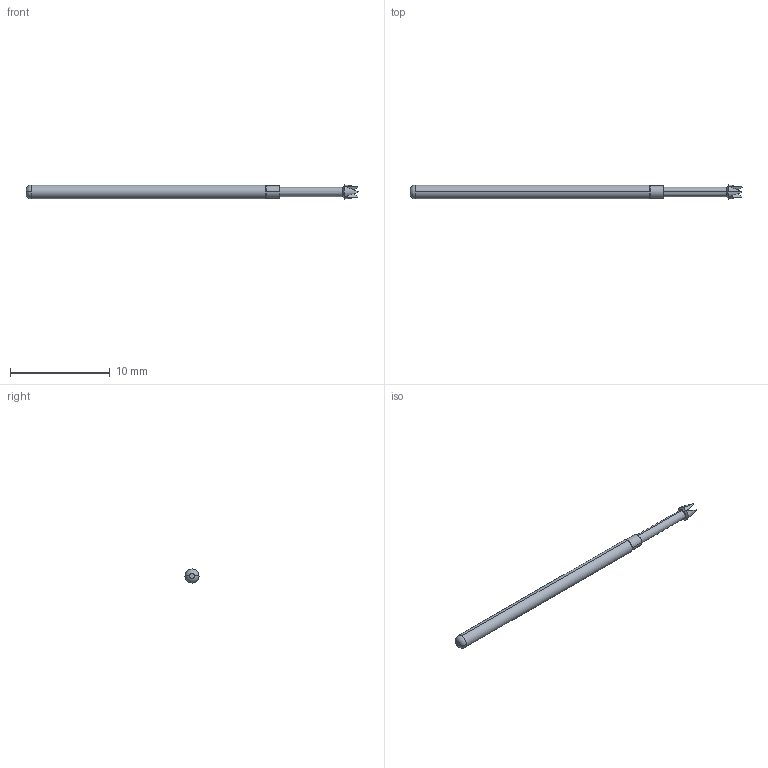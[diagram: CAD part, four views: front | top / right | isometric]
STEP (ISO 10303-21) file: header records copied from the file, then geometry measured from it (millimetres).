
FILE_DESCRIPTION (( 'STEP AP214' ), '1' );
FILE_NAME ('100-2534.STEP', '2020-05-29T18:35:05', ( '' ), ( '' ), 'SwSTEP 2.0', 'SolidWorks 2019', '' );
FILE_SCHEMA (( 'AUTOMOTIVE_DESIGN' ));
Length unit declared in the file: inch
Products named in the file (1): 100-2534
Bounding box: 33.27 x 1.42 x 1.42 mm (x, y, z)
Volume: 47.6 mm3; surface area: 158.2 mm2
Topology: 2 solids, 2 shells, 43 faces, 96 edges, 57 vertices
Faces by surface type: cone 14, bspline 12, cylinder 8, plane 7, torus 2
Entity records: 3673 total; most frequent: CARTESIAN_POINT 2755, ORIENTED_EDGE 192, DIRECTION 158, EDGE_CURVE 96, AXIS2_PLACEMENT_3D 68, VERTEX_POINT 57, FACE_OUTER_BOUND 43, ADVANCED_FACE 43
